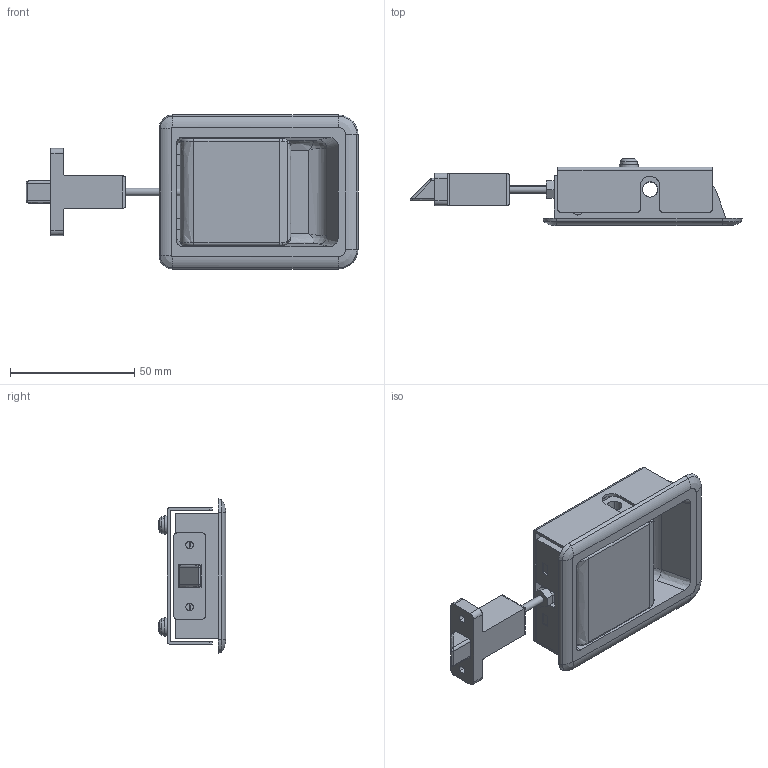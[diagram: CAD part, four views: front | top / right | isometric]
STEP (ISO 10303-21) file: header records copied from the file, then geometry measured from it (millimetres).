
FILE_DESCRIPTION((''),'2;1');
FILE_NAME('','2006-01-17T10:44:50',(''),(''),'','CADfix','');
FILE_SCHEMA(('AUTOMOTIVE_DESIGN'));
Length unit declared in the file: millimetre
Products named in the file (11): latch; case; screw; shaft; rod_B; nut; lever; cover; bracket; base; THA_280_1_23748_36
Assembly tree (11 placements, depth 2):
  THA_280_1_23748_36
    latch
    case
    screw  x2
    shaft
    rod_B
    nut
    lever
    cover
    bracket
    base
Bounding box: 133.5 x 27.05 x 62 mm (x, y, z)
Volume: 56336.3 mm3; surface area: 44040.5 mm2
Topology: 11 solids, 11 shells, 340 faces, 1030 edges, 710 vertices
Faces by surface type: bspline 340
Entity records: 13540 total; most frequent: CARTESIAN_POINT 7774, ORIENTED_EDGE 1846, EDGE_CURVE 923, VERTEX_POINT 640, QUASI_UNIFORM_CURVE 462, B_SPLINE_CURVE_WITH_KNOTS 437, EDGE_LOOP 341, FACE_OUTER_BOUND 309
